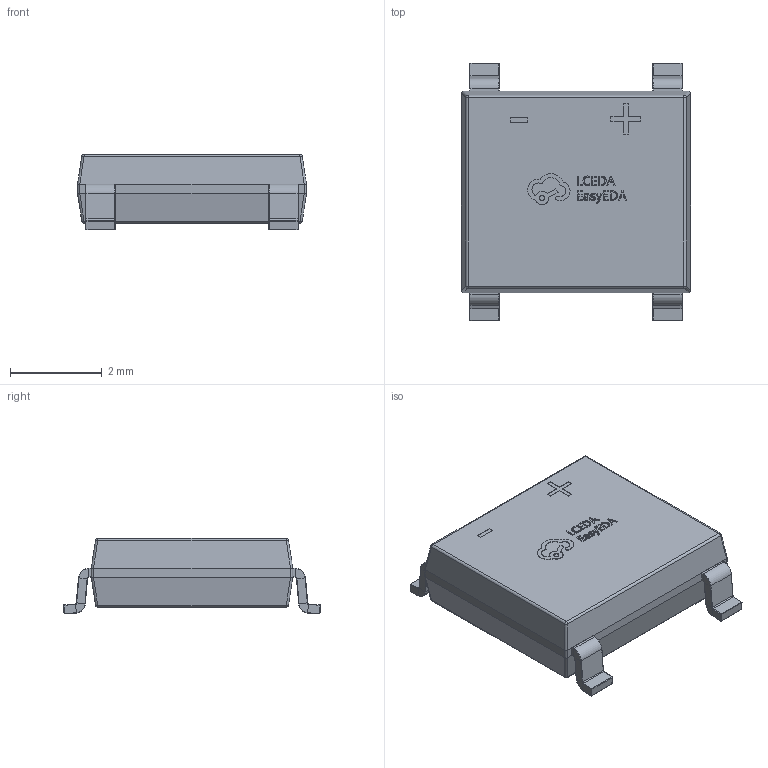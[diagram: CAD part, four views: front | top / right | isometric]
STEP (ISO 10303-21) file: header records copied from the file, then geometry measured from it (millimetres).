
FILE_DESCRIPTION (( 'STEP AP214' ), '1' );
FILE_NAME ('ABS-SMD-4P_L5.0-W4.4-H1.5-LS6.4.step', '2022-06-14T07:04:53', ( '' ), ( '' ), 'SwSTEP 2.0', 'SolidWorks 2020', '' );
FILE_SCHEMA (( 'AUTOMOTIVE_DESIGN' ));
Length unit declared in the file: millimetre
Products named in the file (1): ABS-SMD-4P_L5.0-W4.4-H1.5-LS6.4
Bounding box: 5 x 5.61 x 1.66 mm (x, y, z)
Volume: 32.4 mm3; surface area: 77.1 mm2
Topology: 5 solids, 5 shells, 547 faces, 1347 edges, 830 vertices
Faces by surface type: plane 275, bspline 112, cylinder 100, torus 32, sphere 28
Entity records: 23168 total; most frequent: CARTESIAN_POINT 5045, ORIENTED_EDGE 2662, DIRECTION 2151, EDGE_CURVE 1331, VECTOR 847, LINE 847, VERTEX_POINT 822, AXIS2_PLACEMENT_3D 652
